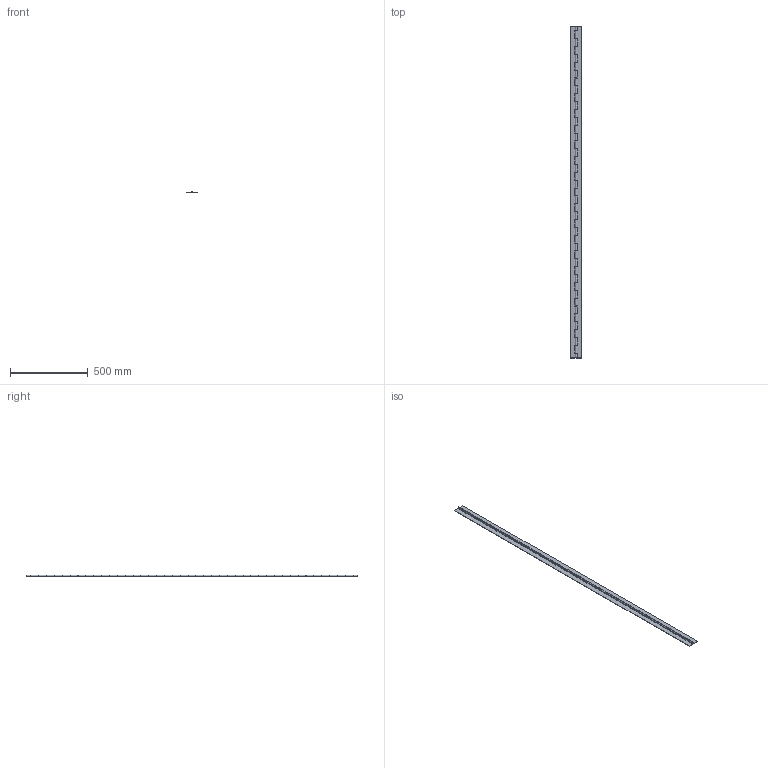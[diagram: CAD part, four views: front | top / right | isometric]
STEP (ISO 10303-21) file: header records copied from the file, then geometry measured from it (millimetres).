
FILE_DESCRIPTION (( 'STEP AP203' ), '1' );
FILE_NAME ('B-35830-11D.STEP', '2021-06-03T07:30:38', ( '' ), ( '' ), 'SwSTEP 2.0', 'SolidWorks 2018', '' );
FILE_SCHEMA (( 'CONFIG_CONTROL_DESIGN' ));
Length unit declared in the file: millimetre
Products named in the file (4): B-35830-11D_hingeA_; B-35830-11D; B-35830-11D_axis_; B-35830-11D_hingeB_
Assembly tree (3 placements, depth 2):
  B-35830-11D
    B-35830-11D_axis_
    B-35830-11D_hingeA_
    B-35830-11D_hingeB_
Bounding box: 76 x 2133 x 10.6 mm (x, y, z)
Volume: 512713.3 mm3; surface area: 447435.1 mm2
Topology: 3 solids, 3 shells, 356 faces, 1050 edges, 700 vertices
Faces by surface type: cylinder 217, plane 139
Entity records: 12634 total; most frequent: DIRECTION 2208, CARTESIAN_POINT 2112, ORIENTED_EDGE 2100, EDGE_CURVE 1050, AXIS2_PLACEMENT_3D 796, VERTEX_POINT 700, LINE 616, VECTOR 616
